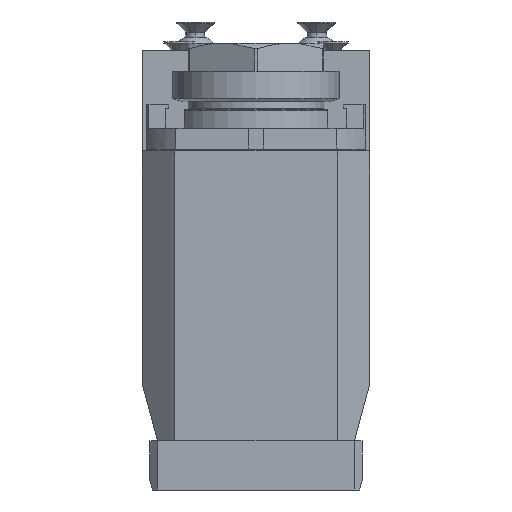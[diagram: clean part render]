
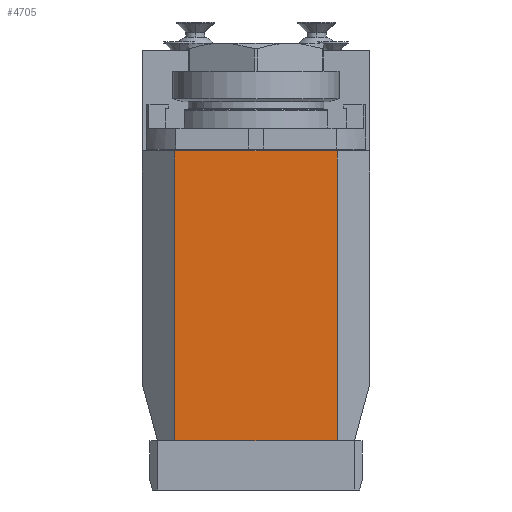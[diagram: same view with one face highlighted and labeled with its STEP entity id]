
A CAD part, left-side view. The second image highlights one B-rep face of the part: STEP entity #4705.
In plain terms, the highlighted planar face has unit normal (-1, 0, 0).
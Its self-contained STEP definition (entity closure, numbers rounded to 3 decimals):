
#380=DIRECTION('',(0.,0.,1.));
#381=VECTOR('',#380,76.5);
#382=CARTESIAN_POINT('',(-102.5,21.5,-70.5));
#383=LINE('',#382,#381);
#384=DIRECTION('',(0.,1.,0.));
#385=VECTOR('',#384,43.);
#386=CARTESIAN_POINT('',(-102.5,-21.5,6.));
#387=LINE('',#386,#385);
#388=DIRECTION('',(0.,0.,1.));
#389=VECTOR('',#388,76.5);
#390=CARTESIAN_POINT('',(-102.5,-21.5,-70.5));
#391=LINE('',#390,#389);
#392=DIRECTION('',(0.,-1.,0.));
#393=VECTOR('',#392,43.);
#394=CARTESIAN_POINT('',(-102.5,21.5,-70.5));
#395=LINE('',#394,#393);
#3579=CARTESIAN_POINT('',(-102.5,-21.5,-70.5));
#3580=CARTESIAN_POINT('',(-102.5,-21.5,6.));
#3581=VERTEX_POINT('',#3579);
#3582=VERTEX_POINT('',#3580);
#3585=CARTESIAN_POINT('',(-102.5,21.5,-70.5));
#3586=CARTESIAN_POINT('',(-102.5,21.5,6.));
#3587=VERTEX_POINT('',#3585);
#3588=VERTEX_POINT('',#3586);
#4693=CARTESIAN_POINT('',(-102.5,0.,0.));
#4694=DIRECTION('',(-1.,0.,0.));
#4695=DIRECTION('',(0.,0.,1.));
#4696=AXIS2_PLACEMENT_3D('',#4693,#4694,#4695);
#4697=PLANE('',#4696);
#4698=ORIENTED_EDGE('',*,*,#4608,.T.);
#4699=ORIENTED_EDGE('',*,*,#4588,.F.);
#4701=ORIENTED_EDGE('',*,*,#4700,.F.);
#4702=ORIENTED_EDGE('',*,*,#4686,.F.);
#4703=EDGE_LOOP('',(#4698,#4699,#4701,#4702));
#4704=FACE_OUTER_BOUND('',#4703,.F.);
#4705=ADVANCED_FACE('',(#4704),#4697,.T.);
#4588=EDGE_CURVE('',#3582,#3588,#387,.T.);
#4608=EDGE_CURVE('',#3587,#3588,#383,.T.);
#4686=EDGE_CURVE('',#3587,#3581,#395,.T.);
#4700=EDGE_CURVE('',#3581,#3582,#391,.T.);
